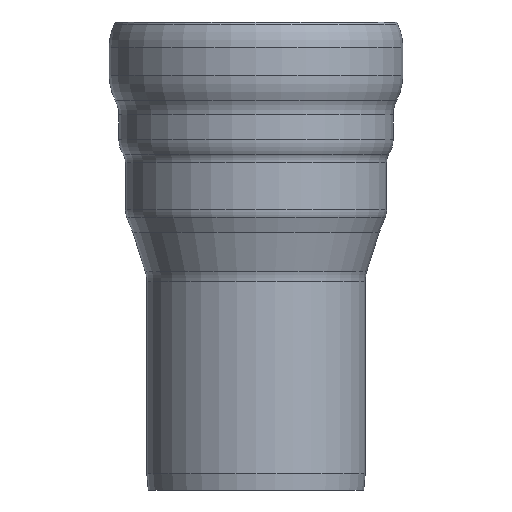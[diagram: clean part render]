
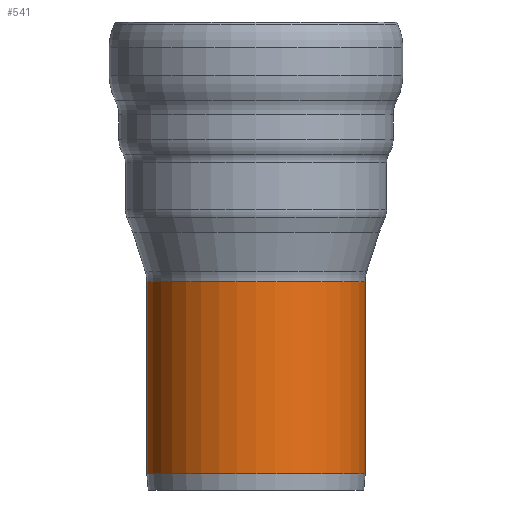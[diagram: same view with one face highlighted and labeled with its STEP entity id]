
A CAD part, front view. The second image highlights one B-rep face of the part: STEP entity #541.
In plain terms, the highlighted cylindrical face has radius 665 mm (diameter 1330 mm), a full revolution.
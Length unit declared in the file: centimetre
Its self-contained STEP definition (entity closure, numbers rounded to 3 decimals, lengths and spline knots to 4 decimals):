
#36=CYLINDRICAL_SURFACE('',#580,66.5);
#45=FACE_OUTER_BOUND('',#79,.T.);
#79=EDGE_LOOP('',(#362,#363,#364,#365,#366));
#115=LINE('',#914,#133);
#133=VECTOR('',#692,66.5);
#150=CIRCLE('',#578,66.5);
#152=CIRCLE('',#581,66.5);
#153=CIRCLE('',#582,66.5);
#218=VERTEX_POINT('',#905);
#220=VERTEX_POINT('',#911);
#221=VERTEX_POINT('',#912);
#272=EDGE_CURVE('',#218,#218,#150,.T.);
#275=EDGE_CURVE('',#220,#221,#152,.T.);
#276=EDGE_CURVE('',#220,#218,#115,.T.);
#277=EDGE_CURVE('',#221,#220,#153,.T.);
#362=ORIENTED_EDGE('',*,*,#275,.F.);
#363=ORIENTED_EDGE('',*,*,#276,.T.);
#364=ORIENTED_EDGE('',*,*,#272,.T.);
#365=ORIENTED_EDGE('',*,*,#276,.F.);
#366=ORIENTED_EDGE('',*,*,#277,.F.);
#541=ADVANCED_FACE('',(#45),#36,.T.);
#578=AXIS2_PLACEMENT_3D('',#906,#683,#684);
#580=AXIS2_PLACEMENT_3D('',#910,#688,#689);
#581=AXIS2_PLACEMENT_3D('',#913,#690,#691);
#582=AXIS2_PLACEMENT_3D('',#915,#693,#694);
#683=DIRECTION('center_axis',(0.,0.,1.));
#684=DIRECTION('ref_axis',(1.,0.,0.));
#688=DIRECTION('center_axis',(0.,0.,1.));
#689=DIRECTION('ref_axis',(1.,0.,0.));
#690=DIRECTION('center_axis',(0.,0.,1.));
#691=DIRECTION('ref_axis',(1.,0.,0.));
#692=DIRECTION('',(0.,0.,-1.));
#693=DIRECTION('center_axis',(0.,0.,1.));
#694=DIRECTION('ref_axis',(1.,0.,0.));
#905=CARTESIAN_POINT('',(-66.5,0.,10.));
#906=CARTESIAN_POINT('Origin',(0.,0.,10.));
#910=CARTESIAN_POINT('Origin',(0.,0.,68.4631));
#911=CARTESIAN_POINT('',(-66.5,0.,126.9262));
#912=CARTESIAN_POINT('',(0.,66.5,126.9262));
#913=CARTESIAN_POINT('Origin',(0.,0.,126.9262));
#914=CARTESIAN_POINT('',(-66.5,0.,68.4631));
#915=CARTESIAN_POINT('Origin',(0.,0.,126.9262));
